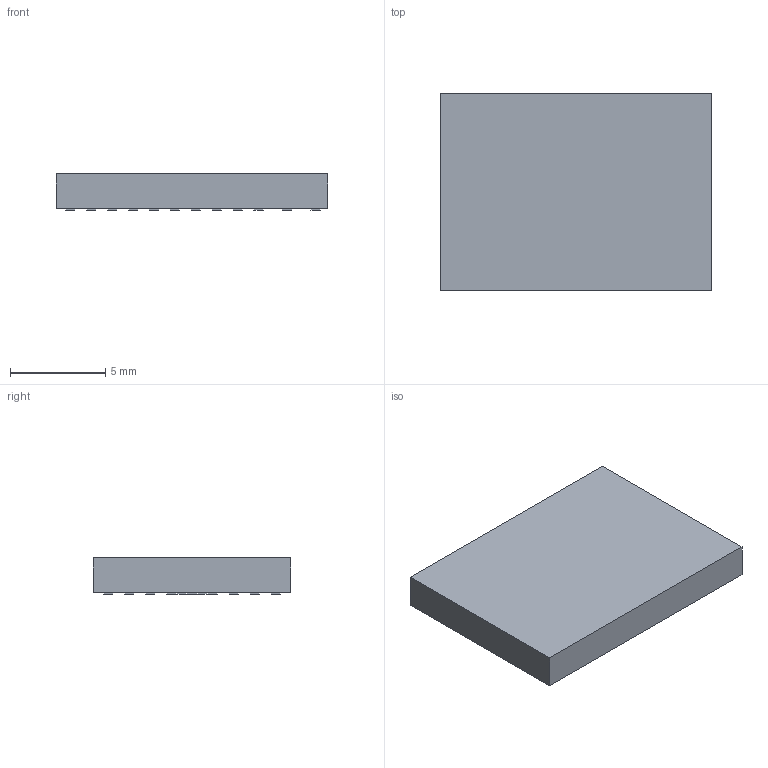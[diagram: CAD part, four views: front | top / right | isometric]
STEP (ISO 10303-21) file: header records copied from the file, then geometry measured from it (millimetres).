
FILE_DESCRIPTION(('FreeCAD Model'),'2;1');
FILE_NAME('13784048.1.4.stp','2021-04-07T10:18:12',( 'Author'),(''),'Open CASCADE STEP processor 6.9','FreeCAD','Unknown' );
FILE_SCHEMA(('AUTOMOTIVE_DESIGN { 1 0 10303 214 1 1 1 1 }'));
Length unit declared in the file: millimetre
Products named in the file (3): ASSEMBLY; Body; Pins
Assembly tree (2 placements, depth 2):
  ASSEMBLY
    Body
    Pins
Bounding box: 14.3 x 10.4 x 1.9 mm (x, y, z)
Volume: 269.6 mm3; surface area: 439.9 mm2
Topology: 83 solids, 83 shells, 498 faces, 996 edges, 664 vertices
Faces by surface type: plane 498
Entity records: 26201 total; most frequent: CARTESIAN_POINT 4153, DIRECTION 3990, LINE 2988, VECTOR 2988, ORIENTED_EDGE 1992, PCURVE 1992, DEFINITIONAL_REPRESENTATION 1992, EDGE_CURVE 996
